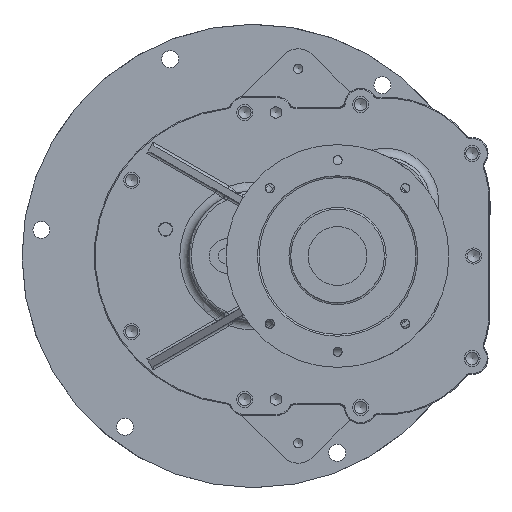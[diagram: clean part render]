
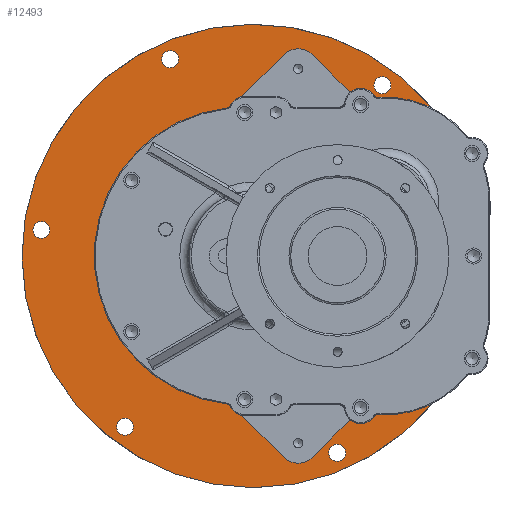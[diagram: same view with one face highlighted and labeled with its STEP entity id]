
A CAD part, left-side view. The second image highlights one B-rep face of the part: STEP entity #12493.
In plain terms, the highlighted planar face has unit normal (-1, 0, 0).
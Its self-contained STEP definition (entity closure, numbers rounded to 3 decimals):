
#40 = EDGE_LOOP ( 'NONE', ( #3304 ) ) ;
#126 = CARTESIAN_POINT ( 'NONE',  ( -24., 93.775, 220.921 ) ) ;
#145 = CARTESIAN_POINT ( 'NONE',  ( -24., -90., -154. ) ) ;
#462 = AXIS2_PLACEMENT_3D ( 'NONE', #5263, #3820, #16821 ) ;
#574 = ORIENTED_EDGE ( 'NONE', *, *, #14848, .F. ) ;
#779 = VERTEX_POINT ( 'NONE', #5972 ) ;
#842 = ORIENTED_EDGE ( 'NONE', *, *, #10707, .F. ) ;
#922 = CARTESIAN_POINT ( 'NONE',  ( -24., -255.898, 46. ) ) ;
#969 = AXIS2_PLACEMENT_3D ( 'NONE', #9517, #11487, #7976 ) ;
#972 = EDGE_CURVE ( 'NONE', #779, #779, #8455, .T. ) ;
#1172 = DIRECTION ( 'NONE',  ( 0., 0., 1. ) ) ;
#1186 = EDGE_CURVE ( 'NONE', #11540, #10397, #4239, .T. ) ;
#1270 = FACE_BOUND ( 'NONE', #14001, .T. ) ;
#1587 = CARTESIAN_POINT ( 'NONE',  ( -24., -144.436, 201.173 ) ) ;
#1619 = ORIENTED_EDGE ( 'NONE', *, *, #16392, .F. ) ;
#1878 = AXIS2_PLACEMENT_3D ( 'NONE', #19600, #4886, #21332 ) ;
#2010 = VERTEX_POINT ( 'NONE', #145 ) ;
#2037 = AXIS2_PLACEMENT_3D ( 'NONE', #21084, #9788, #11421 ) ;
#2081 = EDGE_CURVE ( 'NONE', #4028, #21593, #8544, .T. ) ;
#2281 = VERTEX_POINT ( 'NONE', #7280 ) ;
#2385 = LINE ( 'NONE', #4032, #8988 ) ;
#2572 = AXIS2_PLACEMENT_3D ( 'NONE', #126, #3668, #17121 ) ;
#2762 = EDGE_CURVE ( 'NONE', #20789, #17405, #4278, .T. ) ;
#3070 = DIRECTION ( 'NONE',  ( 0., 0., 1. ) ) ;
#3227 = VECTOR ( 'NONE', #20434, 1000. ) ;
#3304 = ORIENTED_EDGE ( 'NONE', *, *, #8857, .F. ) ;
#3316 = CARTESIAN_POINT ( 'NONE',  ( -24., 12., -154. ) ) ;
#3347 = ORIENTED_EDGE ( 'NONE', *, *, #11278, .F. ) ;
#3525 = LINE ( 'NONE', #12136, #8322 ) ;
#3574 = AXIS2_PLACEMENT_3D ( 'NONE', #20112, #18151, #11665 ) ;
#3668 = DIRECTION ( 'NONE',  ( -1., 0., 0. ) ) ;
#3730 = DIRECTION ( 'NONE',  ( 0., 0., -1. ) ) ;
#3820 = DIRECTION ( 'NONE',  ( -1., 0., 0. ) ) ;
#3850 = CARTESIAN_POINT ( 'NONE',  ( -24., -251.089, 46. ) ) ;
#3896 = DIRECTION ( 'NONE',  ( 0., 0., 1. ) ) ;
#4028 = VERTEX_POINT ( 'NONE', #20447 ) ;
#4032 = CARTESIAN_POINT ( 'NONE',  ( -24., -260., 154. ) ) ;
#4143 = DIRECTION ( 'NONE',  ( 0., 1., 0. ) ) ;
#4239 = CIRCLE ( 'NONE', #10591, 154. ) ;
#4278 = CIRCLE ( 'NONE', #3574, 104.5 ) ;
#4561 = AXIS2_PLACEMENT_3D ( 'NONE', #7843, #19465, #6075 ) ;
#4825 = EDGE_LOOP ( 'NONE', ( #6652 ) ) ;
#4886 = DIRECTION ( 'NONE',  ( -1., 0., 0. ) ) ;
#5263 = CARTESIAN_POINT ( 'NONE',  ( -24., -260., 0. ) ) ;
#5326 = ORIENTED_EDGE ( 'NONE', *, *, #20133, .T. ) ;
#5488 = PLANE ( 'NONE',  #462 ) ;
#5581 = EDGE_CURVE ( 'NONE', #20427, #20427, #19429, .T. ) ;
#5740 = VERTEX_POINT ( 'NONE', #3850 ) ;
#5972 = CARTESIAN_POINT ( 'NONE',  ( -24., 144.436, -182.173 ) ) ;
#6075 = DIRECTION ( 'NONE',  ( 0., 0., 1. ) ) ;
#6189 = LINE ( 'NONE', #19904, #17613 ) ;
#6360 = FACE_BOUND ( 'NONE', #4825, .T. ) ;
#6422 = EDGE_LOOP ( 'NONE', ( #5326, #10156, #17941, #3347, #1619, #11493, #10501, #17584, #842 ) ) ;
#6624 = DIRECTION ( 'NONE',  ( -1., 0., 0. ) ) ;
#6652 = ORIENTED_EDGE ( 'NONE', *, *, #972, .F. ) ;
#6949 = LINE ( 'NONE', #18587, #3227 ) ;
#7280 = CARTESIAN_POINT ( 'NONE',  ( -24., -238.211, -19.749 ) ) ;
#7684 = CIRCLE ( 'NONE', #8012, 9.5 ) ;
#7686 = DIRECTION ( 'NONE',  ( 0., 0., 1. ) ) ;
#7712 = DIRECTION ( 'NONE',  ( -1., 0., 0. ) ) ;
#7843 = CARTESIAN_POINT ( 'NONE',  ( -24., 144.436, -191.673 ) ) ;
#7976 = DIRECTION ( 'NONE',  ( 0., 0., 1. ) ) ;
#8000 = VERTEX_POINT ( 'NONE', #19840 ) ;
#8012 = AXIS2_PLACEMENT_3D ( 'NONE', #14479, #21144, #7686 ) ;
#8322 = VECTOR ( 'NONE', #20235, 1000. ) ;
#8455 = CIRCLE ( 'NONE', #4561, 9.5 ) ;
#8521 = AXIS2_PLACEMENT_3D ( 'NONE', #14185, #17177, #3730 ) ;
#8544 = LINE ( 'NONE', #15253, #18675 ) ;
#8794 = FACE_BOUND ( 'NONE', #12671, .T. ) ;
#8857 = EDGE_CURVE ( 'NONE', #2281, #2281, #17524, .T. ) ;
#8988 = VECTOR ( 'NONE', #4143, 1000. ) ;
#9467 = ORIENTED_EDGE ( 'NONE', *, *, #5581, .F. ) ;
#9517 = CARTESIAN_POINT ( 'NONE',  ( -24., -238.211, -29.249 ) ) ;
#9788 = DIRECTION ( 'NONE',  ( -1., 0., 0. ) ) ;
#10146 = CIRCLE ( 'NONE', #2037, 104.5 ) ;
#10156 = ORIENTED_EDGE ( 'NONE', *, *, #20863, .F. ) ;
#10281 = CIRCLE ( 'NONE', #8521, 260. ) ;
#10397 = VERTEX_POINT ( 'NONE', #3316 ) ;
#10501 = ORIENTED_EDGE ( 'NONE', *, *, #13966, .F. ) ;
#10591 = AXIS2_PLACEMENT_3D ( 'NONE', #14850, #6624, #3070 ) ;
#10707 = EDGE_CURVE ( 'NONE', #11564, #20789, #10281, .T. ) ;
#10769 = CARTESIAN_POINT ( 'NONE',  ( -24., -93.775, -211.421 ) ) ;
#10855 = CARTESIAN_POINT ( 'NONE',  ( -24., 12., 154. ) ) ;
#10890 = CARTESIAN_POINT ( 'NONE',  ( -24., -93.775, -220.921 ) ) ;
#10908 = EDGE_LOOP ( 'NONE', ( #18727 ) ) ;
#11278 = EDGE_CURVE ( 'NONE', #2010, #4028, #6949, .T. ) ;
#11421 = DIRECTION ( 'NONE',  ( 0., 0., 1. ) ) ;
#11487 = DIRECTION ( 'NONE',  ( -1., 0., 0. ) ) ;
#11493 = ORIENTED_EDGE ( 'NONE', *, *, #1186, .F. ) ;
#11540 = VERTEX_POINT ( 'NONE', #10855 ) ;
#11564 = VERTEX_POINT ( 'NONE', #922 ) ;
#11665 = DIRECTION ( 'NONE',  ( 0., 0., 1. ) ) ;
#12094 = CIRCLE ( 'NONE', #2572, 9.5 ) ;
#12102 = CARTESIAN_POINT ( 'NONE',  ( -24., 238.211, 38.749 ) ) ;
#12136 = CARTESIAN_POINT ( 'NONE',  ( -24., -260., -154. ) ) ;
#12192 = CIRCLE ( 'NONE', #19921, 9.5 ) ;
#12254 = EDGE_LOOP ( 'NONE', ( #13297 ) ) ;
#12493 = ADVANCED_FACE ( 'NONE', ( #14710, #1270, #21372, #6360, #18893, #8794, #13623 ), #5488, .T. ) ;
#12671 = EDGE_LOOP ( 'NONE', ( #9467 ) ) ;
#13297 = ORIENTED_EDGE ( 'NONE', *, *, #21044, .F. ) ;
#13623 = FACE_BOUND ( 'NONE', #12254, .T. ) ;
#13966 = EDGE_CURVE ( 'NONE', #17405, #11540, #2385, .T. ) ;
#14001 = EDGE_LOOP ( 'NONE', ( #574 ) ) ;
#14185 = CARTESIAN_POINT ( 'NONE',  ( -24., 0., 0. ) ) ;
#14479 = CARTESIAN_POINT ( 'NONE',  ( -24., -144.436, 191.673 ) ) ;
#14701 = VERTEX_POINT ( 'NONE', #1587 ) ;
#14710 = FACE_OUTER_BOUND ( 'NONE', #6422, .T. ) ;
#14747 = DIRECTION ( 'NONE',  ( 0., 1., 0. ) ) ;
#14848 = EDGE_CURVE ( 'NONE', #16150, #16150, #12192, .T. ) ;
#14850 = CARTESIAN_POINT ( 'NONE',  ( -24., 12., 0. ) ) ;
#15253 = CARTESIAN_POINT ( 'NONE',  ( -24., -210., 0. ) ) ;
#16150 = VERTEX_POINT ( 'NONE', #10769 ) ;
#16392 = EDGE_CURVE ( 'NONE', #10397, #2010, #3525, .T. ) ;
#16781 = CARTESIAN_POINT ( 'NONE',  ( -24., -210., -23.006 ) ) ;
#16821 = DIRECTION ( 'NONE',  ( 0., 0., 1. ) ) ;
#17121 = DIRECTION ( 'NONE',  ( 0., 0., 1. ) ) ;
#17177 = DIRECTION ( 'NONE',  ( 1., 0., 0. ) ) ;
#17405 = VERTEX_POINT ( 'NONE', #21157 ) ;
#17524 = CIRCLE ( 'NONE', #969, 9.5 ) ;
#17584 = ORIENTED_EDGE ( 'NONE', *, *, #2762, .F. ) ;
#17613 = VECTOR ( 'NONE', #14747, 1000. ) ;
#17941 = ORIENTED_EDGE ( 'NONE', *, *, #2081, .F. ) ;
#18151 = DIRECTION ( 'NONE',  ( -1., 0., 0. ) ) ;
#18587 = CARTESIAN_POINT ( 'NONE',  ( -24., -273.357, -18.01 ) ) ;
#18675 = VECTOR ( 'NONE', #3896, 1000. ) ;
#18727 = ORIENTED_EDGE ( 'NONE', *, *, #20018, .F. ) ;
#18893 = FACE_BOUND ( 'NONE', #10908, .T. ) ;
#19429 = CIRCLE ( 'NONE', #1878, 9.5 ) ;
#19465 = DIRECTION ( 'NONE',  ( -1., 0., 0. ) ) ;
#19600 = CARTESIAN_POINT ( 'NONE',  ( -24., 238.211, 29.249 ) ) ;
#19840 = CARTESIAN_POINT ( 'NONE',  ( -24., 93.775, 230.421 ) ) ;
#19904 = CARTESIAN_POINT ( 'NONE',  ( -24., -260., 46. ) ) ;
#19921 = AXIS2_PLACEMENT_3D ( 'NONE', #10890, #7712, #1172 ) ;
#20018 = EDGE_CURVE ( 'NONE', #8000, #8000, #12094, .T. ) ;
#20112 = CARTESIAN_POINT ( 'NONE',  ( -24., -147.65, 60.856 ) ) ;
#20126 = CARTESIAN_POINT ( 'NONE',  ( -24., -223.67, 132.559 ) ) ;
#20133 = EDGE_CURVE ( 'NONE', #11564, #5740, #6189, .T. ) ;
#20235 = DIRECTION ( 'NONE',  ( 0., -1., 0. ) ) ;
#20427 = VERTEX_POINT ( 'NONE', #12102 ) ;
#20434 = DIRECTION ( 'NONE',  ( 0., -0.803, 0.596 ) ) ;
#20447 = CARTESIAN_POINT ( 'NONE',  ( -24., -210., -65. ) ) ;
#20789 = VERTEX_POINT ( 'NONE', #20126 ) ;
#20863 = EDGE_CURVE ( 'NONE', #21593, #5740, #10146, .T. ) ;
#21044 = EDGE_CURVE ( 'NONE', #14701, #14701, #7684, .T. ) ;
#21084 = CARTESIAN_POINT ( 'NONE',  ( -24., -147.65, 60.856 ) ) ;
#21144 = DIRECTION ( 'NONE',  ( -1., 0., 0. ) ) ;
#21157 = CARTESIAN_POINT ( 'NONE',  ( -24., -100.275, 154. ) ) ;
#21332 = DIRECTION ( 'NONE',  ( 0., 0., 1. ) ) ;
#21372 = FACE_BOUND ( 'NONE', #40, .T. ) ;
#21593 = VERTEX_POINT ( 'NONE', #16781 ) ;
